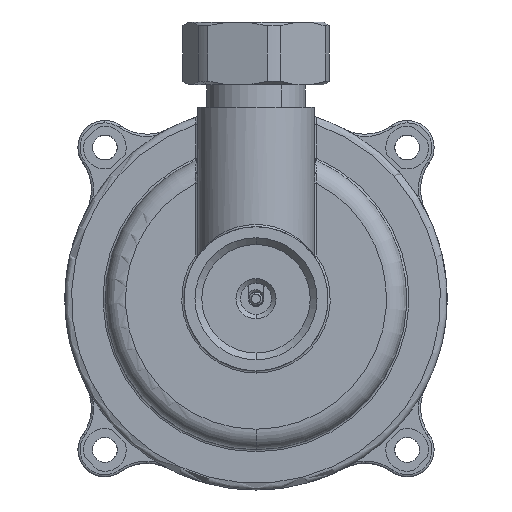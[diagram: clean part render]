
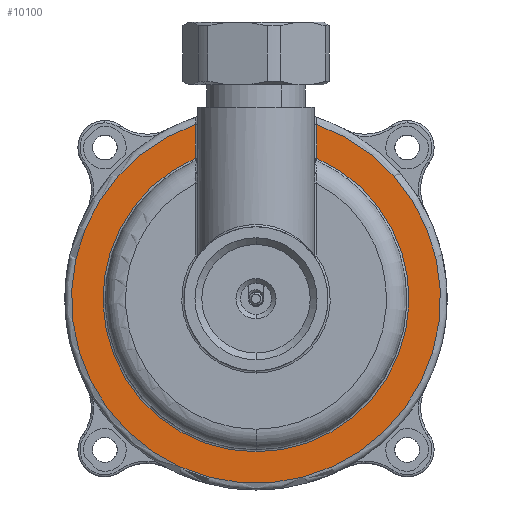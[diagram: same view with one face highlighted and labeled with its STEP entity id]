
A CAD part, front view. The second image highlights one B-rep face of the part: STEP entity #10100.
In plain terms, the highlighted planar face has unit normal (0, -1, 0).
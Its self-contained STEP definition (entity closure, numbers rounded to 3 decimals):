
#275 = CARTESIAN_POINT ( 'NONE',  ( 13.5, 9.5, 38.714 ) ) ;
#296 = CARTESIAN_POINT ( 'NONE',  ( -42.5, 9.5, 0. ) ) ;
#853 = CARTESIAN_POINT ( 'NONE',  ( 0., 9.5, 0. ) ) ;
#1862 = FACE_OUTER_BOUND ( 'NONE', #17171, .T. ) ;
#2254 = DIRECTION ( 'NONE',  ( 0., 0., 1. ) ) ;
#2564 = ORIENTED_EDGE ( 'NONE', *, *, #2869, .T. ) ;
#2869 = EDGE_CURVE ( 'NONE', #11206, #11034, #8474, .T. ) ;
#3124 = DIRECTION ( 'NONE',  ( 0., 0., 1. ) ) ;
#3174 = CARTESIAN_POINT ( 'NONE',  ( 13.5, 9.5, 0. ) ) ;
#3902 = ORIENTED_EDGE ( 'NONE', *, *, #5059, .T. ) ;
#4927 = ORIENTED_EDGE ( 'NONE', *, *, #12245, .T. ) ;
#5059 = EDGE_CURVE ( 'NONE', #11034, #7967, #6275, .T. ) ;
#5461 = CARTESIAN_POINT ( 'NONE',  ( -13.5, 9.5, 38.714 ) ) ;
#5723 = DIRECTION ( 'NONE',  ( 0., 1., 0. ) ) ;
#5734 = LINE ( 'NONE', #3174, #15987 ) ;
#6158 = AXIS2_PLACEMENT_3D ( 'NONE', #14066, #5723, #15469 ) ;
#6275 = CIRCLE ( 'NONE', #17930, 41. ) ;
#6604 = CIRCLE ( 'NONE', #6158, 34. ) ;
#6927 = CARTESIAN_POINT ( 'NONE',  ( 13.5, 9.5, 31.205 ) ) ;
#7967 = VERTEX_POINT ( 'NONE', #275 ) ;
#8474 = LINE ( 'NONE', #16781, #11744 ) ;
#8657 = PLANE ( 'NONE',  #17918 ) ;
#9416 = CARTESIAN_POINT ( 'NONE',  ( -13.5, 9.5, 31.205 ) ) ;
#10057 = DIRECTION ( 'NONE',  ( 0., 0., 1. ) ) ;
#10084 = DIRECTION ( 'NONE',  ( 0., 0., -1. ) ) ;
#10100 = ADVANCED_FACE ( 'NONE', ( #1862 ), #8657, .F. ) ;
#10173 = ORIENTED_EDGE ( 'NONE', *, *, #12354, .T. ) ;
#10568 = DIRECTION ( 'NONE',  ( 0., -1., 0. ) ) ;
#11034 = VERTEX_POINT ( 'NONE', #5461 ) ;
#11206 = VERTEX_POINT ( 'NONE', #9416 ) ;
#11437 = DIRECTION ( 'NONE',  ( 0., 1., 0. ) ) ;
#11744 = VECTOR ( 'NONE', #10057, 1000. ) ;
#12245 = EDGE_CURVE ( 'NONE', #13598, #11206, #6604, .T. ) ;
#12354 = EDGE_CURVE ( 'NONE', #7967, #13598, #5734, .T. ) ;
#13598 = VERTEX_POINT ( 'NONE', #6927 ) ;
#14066 = CARTESIAN_POINT ( 'NONE',  ( 0., 9.5, 0. ) ) ;
#15469 = DIRECTION ( 'NONE',  ( 0., 0., 1. ) ) ;
#15987 = VECTOR ( 'NONE', #10084, 1000. ) ;
#16781 = CARTESIAN_POINT ( 'NONE',  ( -13.5, 9.5, 0. ) ) ;
#17171 = EDGE_LOOP ( 'NONE', ( #3902, #10173, #4927, #2564 ) ) ;
#17918 = AXIS2_PLACEMENT_3D ( 'NONE', #296, #11437, #3124 ) ;
#17930 = AXIS2_PLACEMENT_3D ( 'NONE', #853, #10568, #2254 ) ;
